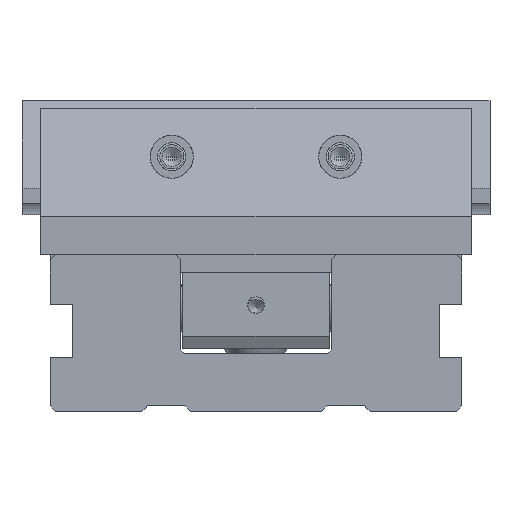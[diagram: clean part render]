
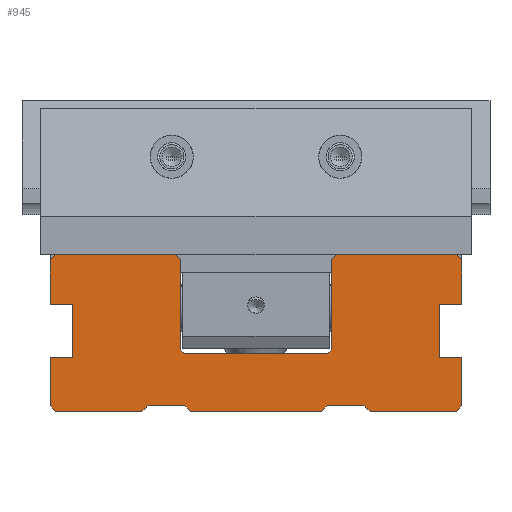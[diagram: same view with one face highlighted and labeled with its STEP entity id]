
A CAD part, front view. The second image highlights one B-rep face of the part: STEP entity #945.
In plain terms, the highlighted planar face has unit normal (0, -1, 0).
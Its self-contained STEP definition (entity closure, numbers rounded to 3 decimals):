
#945=ADVANCED_FACE('',(#1585),#1348,.T.);
#1348=PLANE('',#7133);
#1585=FACE_OUTER_BOUND('',#1868,.T.);
#1868=EDGE_LOOP('',(#2490,#2491,#2492,#2493,#2494,#2495,#2496,#2497,#2498,
#2499,#2500,#2501,#2502,#2503,#2504,#2505,#2506,#2507,#2508,#2509,#2510,
#2511,#2512,#2513,#2514,#2515,#2516,#2517,#2518,#2519,#2520,#2521));
#2490=ORIENTED_EDGE('',*,*,#4964,.T.);
#2491=ORIENTED_EDGE('',*,*,#5029,.T.);
#2492=ORIENTED_EDGE('',*,*,#5030,.F.);
#2493=ORIENTED_EDGE('',*,*,#5031,.T.);
#2494=ORIENTED_EDGE('',*,*,#5032,.T.);
#2495=ORIENTED_EDGE('',*,*,#5033,.T.);
#2496=ORIENTED_EDGE('',*,*,#5034,.T.);
#2497=ORIENTED_EDGE('',*,*,#5035,.F.);
#2498=ORIENTED_EDGE('',*,*,#5036,.F.);
#2499=ORIENTED_EDGE('',*,*,#5037,.F.);
#2500=ORIENTED_EDGE('',*,*,#4984,.T.);
#2501=ORIENTED_EDGE('',*,*,#5038,.T.);
#2502=ORIENTED_EDGE('',*,*,#5025,.T.);
#2503=ORIENTED_EDGE('',*,*,#5039,.T.);
#2504=ORIENTED_EDGE('',*,*,#5040,.F.);
#2505=ORIENTED_EDGE('',*,*,#5041,.T.);
#2506=ORIENTED_EDGE('',*,*,#5042,.F.);
#2507=ORIENTED_EDGE('',*,*,#5043,.T.);
#2508=ORIENTED_EDGE('',*,*,#5044,.T.);
#2509=ORIENTED_EDGE('',*,*,#5045,.T.);
#2510=ORIENTED_EDGE('',*,*,#5007,.T.);
#2511=ORIENTED_EDGE('',*,*,#5046,.T.);
#2512=ORIENTED_EDGE('',*,*,#4949,.F.);
#2513=ORIENTED_EDGE('',*,*,#5047,.F.);
#2514=ORIENTED_EDGE('',*,*,#5048,.F.);
#2515=ORIENTED_EDGE('',*,*,#5049,.F.);
#2516=ORIENTED_EDGE('',*,*,#5050,.F.);
#2517=ORIENTED_EDGE('',*,*,#5051,.T.);
#2518=ORIENTED_EDGE('',*,*,#4973,.T.);
#2519=ORIENTED_EDGE('',*,*,#4959,.T.);
#2520=ORIENTED_EDGE('',*,*,#5052,.F.);
#2521=ORIENTED_EDGE('',*,*,#5053,.T.);
#4274=VERTEX_POINT('',#9758);
#4275=VERTEX_POINT('',#9759);
#4284=VERTEX_POINT('',#9778);
#4285=VERTEX_POINT('',#9780);
#4287=VERTEX_POINT('',#9785);
#4289=VERTEX_POINT('',#9789);
#4298=VERTEX_POINT('',#9810);
#4308=VERTEX_POINT('',#9832);
#4309=VERTEX_POINT('',#9834);
#4329=VERTEX_POINT('',#9879);
#4330=VERTEX_POINT('',#9881);
#4342=VERTEX_POINT('',#9916);
#4343=VERTEX_POINT('',#9917);
#4346=VERTEX_POINT('',#9925);
#4347=VERTEX_POINT('',#9927);
#4348=VERTEX_POINT('',#9929);
#4349=VERTEX_POINT('',#9931);
#4350=VERTEX_POINT('',#9933);
#4351=VERTEX_POINT('',#9935);
#4352=VERTEX_POINT('',#9937);
#4353=VERTEX_POINT('',#9939);
#4354=VERTEX_POINT('',#9943);
#4355=VERTEX_POINT('',#9945);
#4356=VERTEX_POINT('',#9947);
#4357=VERTEX_POINT('',#9949);
#4358=VERTEX_POINT('',#9951);
#4359=VERTEX_POINT('',#9953);
#4360=VERTEX_POINT('',#9957);
#4361=VERTEX_POINT('',#9959);
#4362=VERTEX_POINT('',#9961);
#4363=VERTEX_POINT('',#9963);
#4364=VERTEX_POINT('',#9966);
#4949=EDGE_CURVE('',#4274,#4275,#5886,.T.);
#4959=EDGE_CURVE('',#4285,#4284,#5895,.T.);
#4964=EDGE_CURVE('',#4287,#4289,#5900,.T.);
#4973=EDGE_CURVE('',#4298,#4285,#5904,.T.);
#4984=EDGE_CURVE('',#4309,#4308,#5912,.T.);
#5007=EDGE_CURVE('',#4330,#4329,#5932,.T.);
#5025=EDGE_CURVE('',#4342,#4343,#5947,.T.);
#5029=EDGE_CURVE('',#4289,#4346,#5951,.T.);
#5030=EDGE_CURVE('',#4347,#4346,#5952,.T.);
#5031=EDGE_CURVE('',#4347,#4348,#5953,.T.);
#5032=EDGE_CURVE('',#4348,#4349,#5954,.T.);
#5033=EDGE_CURVE('',#4349,#4350,#5955,.T.);
#5034=EDGE_CURVE('',#4350,#4351,#5956,.T.);
#5035=EDGE_CURVE('',#4352,#4351,#5957,.T.);
#5036=EDGE_CURVE('',#4353,#4352,#5958,.T.);
#5037=EDGE_CURVE('',#4309,#4353,#5959,.T.);
#5038=EDGE_CURVE('',#4308,#4342,#5960,.T.);
#5039=EDGE_CURVE('',#4343,#4354,#5961,.T.);
#5040=EDGE_CURVE('',#4355,#4354,#5962,.T.);
#5041=EDGE_CURVE('',#4355,#4356,#5963,.T.);
#5042=EDGE_CURVE('',#4357,#4356,#5964,.T.);
#5043=EDGE_CURVE('',#4357,#4358,#5965,.T.);
#5044=EDGE_CURVE('',#4358,#4359,#5966,.T.);
#5045=EDGE_CURVE('',#4359,#4330,#5967,.T.);
#5046=EDGE_CURVE('',#4329,#4275,#5968,.T.);
#5047=EDGE_CURVE('',#4360,#4274,#5969,.T.);
#5048=EDGE_CURVE('',#4361,#4360,#5970,.T.);
#5049=EDGE_CURVE('',#4362,#4361,#5971,.T.);
#5050=EDGE_CURVE('',#4363,#4362,#5972,.T.);
#5051=EDGE_CURVE('',#4363,#4298,#5973,.T.);
#5052=EDGE_CURVE('',#4364,#4284,#5974,.T.);
#5053=EDGE_CURVE('',#4364,#4287,#5975,.T.);
#5886=LINE('',#9757,#6494);
#5895=LINE('',#9779,#6503);
#5900=LINE('',#9790,#6508);
#5904=LINE('',#9809,#6512);
#5912=LINE('',#9833,#6520);
#5932=LINE('',#9880,#6540);
#5947=LINE('',#9915,#6555);
#5951=LINE('',#9924,#6559);
#5952=LINE('',#9926,#6560);
#5953=LINE('',#9928,#6561);
#5954=LINE('',#9930,#6562);
#5955=LINE('',#9932,#6563);
#5956=LINE('',#9934,#6564);
#5957=LINE('',#9936,#6565);
#5958=LINE('',#9938,#6566);
#5959=LINE('',#9940,#6567);
#5960=LINE('',#9941,#6568);
#5961=LINE('',#9942,#6569);
#5962=LINE('',#9944,#6570);
#5963=LINE('',#9946,#6571);
#5964=LINE('',#9948,#6572);
#5965=LINE('',#9950,#6573);
#5966=LINE('',#9952,#6574);
#5967=LINE('',#9954,#6575);
#5968=LINE('',#9955,#6576);
#5969=LINE('',#9956,#6577);
#5970=LINE('',#9958,#6578);
#5971=LINE('',#9960,#6579);
#5972=LINE('',#9962,#6580);
#5973=LINE('',#9964,#6581);
#5974=LINE('',#9965,#6582);
#5975=LINE('',#9967,#6583);
#6494=VECTOR('',#7786,1.);
#6503=VECTOR('',#7799,1.);
#6508=VECTOR('',#7806,1.);
#6512=VECTOR('',#7824,1.);
#6520=VECTOR('',#7842,1.);
#6540=VECTOR('',#7874,1.);
#6555=VECTOR('',#7905,1.);
#6559=VECTOR('',#7911,1.);
#6560=VECTOR('',#7912,1.);
#6561=VECTOR('',#7913,1.);
#6562=VECTOR('',#7914,1.);
#6563=VECTOR('',#7915,1.);
#6564=VECTOR('',#7916,1.);
#6565=VECTOR('',#7917,1.);
#6566=VECTOR('',#7918,1.);
#6567=VECTOR('',#7919,1.);
#6568=VECTOR('',#7920,1.);
#6569=VECTOR('',#7921,1.);
#6570=VECTOR('',#7922,1.);
#6571=VECTOR('',#7923,1.);
#6572=VECTOR('',#7924,1.);
#6573=VECTOR('',#7925,1.);
#6574=VECTOR('',#7926,1.);
#6575=VECTOR('',#7927,1.);
#6576=VECTOR('',#7928,1.);
#6577=VECTOR('',#7929,1.);
#6578=VECTOR('',#7930,1.);
#6579=VECTOR('',#7931,1.);
#6580=VECTOR('',#7932,1.);
#6581=VECTOR('',#7933,1.);
#6582=VECTOR('',#7934,1.);
#6583=VECTOR('',#7935,1.);
#7133=AXIS2_PLACEMENT_3D('',#9968,#7936,#7937);
#7786=DIRECTION('',(0.,0.,1.));
#7799=DIRECTION('',(0.707,0.,0.707));
#7806=DIRECTION('',(1.,0.,0.));
#7824=DIRECTION('',(1.,0.,0.));
#7842=DIRECTION('',(0.,0.,1.));
#7874=DIRECTION('',(-1.,0.,0.));
#7905=DIRECTION('',(-1.,0.,0.));
#7911=DIRECTION('',(0.707,0.,0.707));
#7912=DIRECTION('',(-1.,0.,0.));
#7913=DIRECTION('',(0.707,0.,-0.707));
#7914=DIRECTION('',(1.,0.,0.));
#7915=DIRECTION('',(0.707,0.,0.707));
#7916=DIRECTION('',(0.,0.,1.));
#7917=DIRECTION('',(1.,0.,0.));
#7918=DIRECTION('',(0.,0.,-1.));
#7919=DIRECTION('',(-1.,0.,0.));
#7920=DIRECTION('',(-0.707,0.,0.707));
#7921=DIRECTION('',(-0.707,0.,-0.707));
#7922=DIRECTION('',(0.,0.,1.));
#7923=DIRECTION('',(-0.707,0.,-0.707));
#7924=DIRECTION('',(1.,0.,0.));
#7925=DIRECTION('',(-0.707,0.,0.707));
#7926=DIRECTION('',(0.,0.,1.));
#7927=DIRECTION('',(-0.707,0.,0.707));
#7928=DIRECTION('',(-0.707,0.,-0.707));
#7929=DIRECTION('',(-1.,0.,0.));
#7930=DIRECTION('',(0.,0.,1.));
#7931=DIRECTION('',(1.,0.,0.));
#7932=DIRECTION('',(0.,0.,1.));
#7933=DIRECTION('',(0.707,0.,-0.707));
#7934=DIRECTION('',(-1.,0.,0.));
#7935=DIRECTION('',(0.707,0.,-0.707));
#7936=DIRECTION('',(0.,-1.,0.));
#7937=DIRECTION('',(0.,0.,-1.));
#9757=CARTESIAN_POINT('',(0.,0.,0.));
#9758=CARTESIAN_POINT('',(0.,0.,28.5));
#9759=CARTESIAN_POINT('',(0.,0.,40.5));
#9778=CARTESIAN_POINT('',(26.,0.,1.5));
#9779=CARTESIAN_POINT('',(39.75,0.,15.25));
#9780=CARTESIAN_POINT('',(24.5,0.,0.));
#9785=CARTESIAN_POINT('',(37.5,0.,0.));
#9789=CARTESIAN_POINT('',(72.5,0.,0.));
#9790=CARTESIAN_POINT('',(55.,0.,0.));
#9809=CARTESIAN_POINT('',(55.,0.,0.));
#9810=CARTESIAN_POINT('',(1.5,0.,0.));
#9832=CARTESIAN_POINT('',(110.,0.,40.5));
#9833=CARTESIAN_POINT('',(110.,0.,0.));
#9834=CARTESIAN_POINT('',(110.,0.,28.5));
#9879=CARTESIAN_POINT('',(1.5,0.,42.));
#9880=CARTESIAN_POINT('',(55.,0.,42.));
#9881=CARTESIAN_POINT('',(33.35,0.,42.));
#9915=CARTESIAN_POINT('',(55.,0.,42.));
#9916=CARTESIAN_POINT('',(108.5,0.,42.));
#9917=CARTESIAN_POINT('',(76.65,0.,42.));
#9924=CARTESIAN_POINT('',(72.5,0.,0.));
#9925=CARTESIAN_POINT('',(74.,0.,1.5));
#9926=CARTESIAN_POINT('',(55.,0.,1.5));
#9927=CARTESIAN_POINT('',(84.,0.,1.5));
#9928=CARTESIAN_POINT('',(70.25,0.,15.25));
#9929=CARTESIAN_POINT('',(85.5,0.,0.));
#9930=CARTESIAN_POINT('',(55.,0.,0.));
#9931=CARTESIAN_POINT('',(108.5,0.,0.));
#9932=CARTESIAN_POINT('',(81.75,0.,-26.75));
#9933=CARTESIAN_POINT('',(110.,0.,1.5));
#9934=CARTESIAN_POINT('',(110.,0.,0.));
#9935=CARTESIAN_POINT('',(110.,0.,14.5));
#9936=CARTESIAN_POINT('',(55.,0.,14.5));
#9937=CARTESIAN_POINT('',(104.,0.,14.5));
#9938=CARTESIAN_POINT('',(104.,0.,0.));
#9939=CARTESIAN_POINT('',(104.,0.,28.5));
#9940=CARTESIAN_POINT('',(55.,0.,28.5));
#9941=CARTESIAN_POINT('',(102.75,0.,47.75));
#9942=CARTESIAN_POINT('',(44.825,0.,10.175));
#9943=CARTESIAN_POINT('',(75.15,0.,40.5));
#9944=CARTESIAN_POINT('',(75.15,0.,21.));
#9945=CARTESIAN_POINT('',(75.15,0.,16.4));
#9946=CARTESIAN_POINT('',(74.15,0.,15.4));
#9947=CARTESIAN_POINT('',(74.15,0.,15.4));
#9948=CARTESIAN_POINT('',(55.,0.,15.4));
#9949=CARTESIAN_POINT('',(35.85,0.,15.4));
#9950=CARTESIAN_POINT('',(34.85,0.,16.4));
#9951=CARTESIAN_POINT('',(34.85,0.,16.4));
#9952=CARTESIAN_POINT('',(34.85,0.,42.));
#9953=CARTESIAN_POINT('',(34.85,0.,40.5));
#9954=CARTESIAN_POINT('',(65.175,0.,10.175));
#9955=CARTESIAN_POINT('',(7.25,0.,47.75));
#9956=CARTESIAN_POINT('',(55.,0.,28.5));
#9957=CARTESIAN_POINT('',(6.,0.,28.5));
#9958=CARTESIAN_POINT('',(6.,0.,0.));
#9959=CARTESIAN_POINT('',(6.,0.,14.5));
#9960=CARTESIAN_POINT('',(55.,0.,14.5));
#9961=CARTESIAN_POINT('',(0.,0.,14.5));
#9962=CARTESIAN_POINT('',(0.,0.,0.));
#9963=CARTESIAN_POINT('',(0.,0.,1.5));
#9964=CARTESIAN_POINT('',(28.25,0.,-26.75));
#9965=CARTESIAN_POINT('',(55.,0.,1.5));
#9966=CARTESIAN_POINT('',(36.,0.,1.5));
#9967=CARTESIAN_POINT('',(36.,0.,1.5));
#9968=CARTESIAN_POINT('',(55.,0.,0.));
